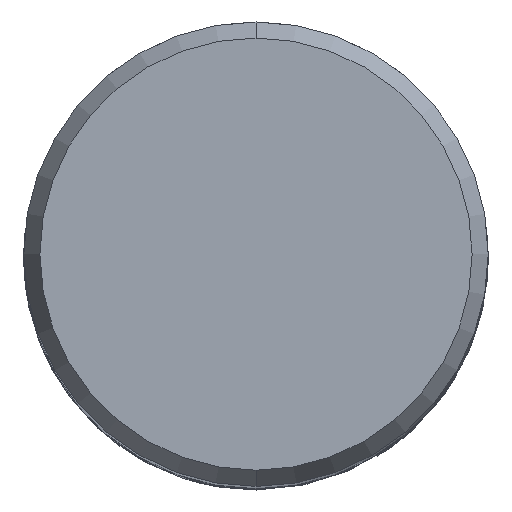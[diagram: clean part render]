
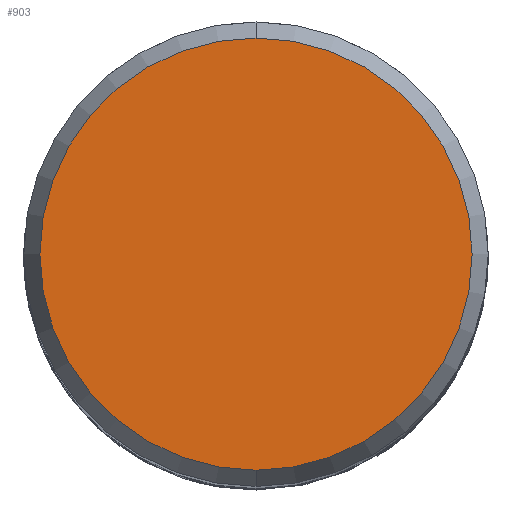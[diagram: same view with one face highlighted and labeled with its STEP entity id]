
A CAD part, top view. The second image highlights one B-rep face of the part: STEP entity #903.
In plain terms, the highlighted planar face has unit normal (0, 0, 1).
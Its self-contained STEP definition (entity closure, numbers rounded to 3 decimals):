
#585=VERTEX_POINT('',#1557);
#653=VERTEX_POINT('',#1629);
#903=ADVANCED_FACE('',(#1905),#1906,.T.);
#995=EDGE_CURVE('',#585,#653,#2005,.T.);
#1177=EDGE_CURVE('',#653,#585,#2201,.T.);
#1557=CARTESIAN_POINT('',(0.0,9.307,0.0));
#1629=CARTESIAN_POINT('',(0.,-9.307,0.0));
#1905=FACE_OUTER_BOUND('',#7659,.T.);
#1906=PLANE('',#7660);
#2005=CIRCLE('',#8846,9.307);
#2201=CIRCLE('',#10886,9.307);
#7659=EDGE_LOOP('',(#15846,#15847));
#7660=AXIS2_PLACEMENT_3D('',#15848,#15849,#15850);
#8846=AXIS2_PLACEMENT_3D('',#15944,#15945,#15946);
#10886=AXIS2_PLACEMENT_3D('',#16162,#16163,#16164);
#15846=ORIENTED_EDGE('',*,*,#995,.F.);
#15847=ORIENTED_EDGE('',*,*,#1177,.F.);
#15848=CARTESIAN_POINT('',(0.0,4.654,0.0));
#15849=DIRECTION('',(-0.0,0.0,1.0));
#15850=DIRECTION('',(0.0,-1.0,0.0));
#15944=CARTESIAN_POINT('',(0.0,0.0,0.0));
#15945=DIRECTION('',(0.0,0.0,-1.0));
#15946=DIRECTION('',(0.0,1.0,0.0));
#16162=CARTESIAN_POINT('',(0.0,0.0,0.0));
#16163=DIRECTION('',(0.0,0.0,-1.0));
#16164=DIRECTION('',(0.0,1.0,0.0));
